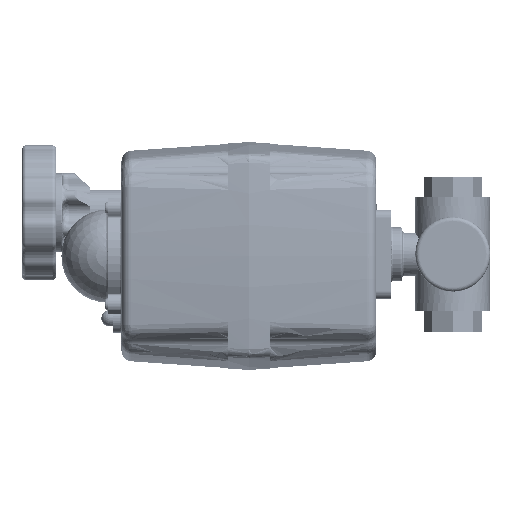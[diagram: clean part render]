
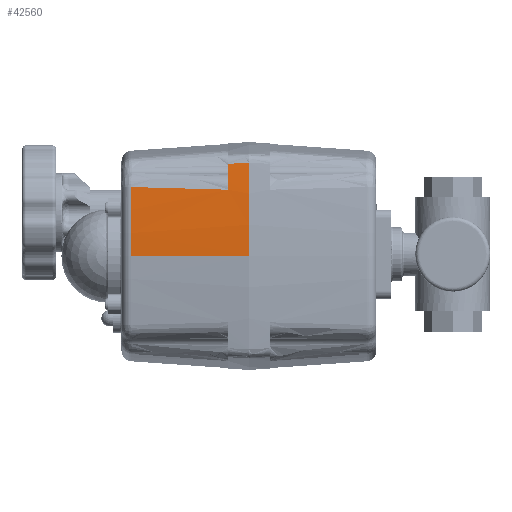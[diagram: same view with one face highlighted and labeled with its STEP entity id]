
A CAD part, left-side view. The second image highlights one B-rep face of the part: STEP entity #42560.
In plain terms, the highlighted conical face has half-angle 4 degrees and reference radius 403.75 mm.
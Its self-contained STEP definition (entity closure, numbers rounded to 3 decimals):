
#1183 = LINE ( 'NONE', #174027, #79561 ) ;
#3260 = CIRCLE ( 'NONE', #147286, 403.75 ) ;
#11668 = ORIENTED_EDGE ( 'NONE', *, *, #179629, .F. ) ;
#13216 = AXIS2_PLACEMENT_3D ( 'NONE', #127097, #129025, #112696 ) ;
#18976 = DIRECTION ( 'NONE',  ( 1., 0., 0. ) ) ;
#20683 = CARTESIAN_POINT ( 'NONE',  ( 70.51, -5.372, 7.204 ) ) ;
#23368 = ORIENTED_EDGE ( 'NONE', *, *, #98883, .F. ) ;
#29045 = CARTESIAN_POINT ( 'NONE',  ( -330.259, -50., 0. ) ) ;
#30949 = B_SPLINE_CURVE_WITH_KNOTS ( 'NONE', 3,
 ( #47546, #48480, #92629, #107991, #137718, #166529, #91677, #51318, #134898, #168418, #95457, #153031 ),
 .UNSPECIFIED., .F., .F.,
 ( 4, 2, 2, 2, 2, 4 ),
 ( 17.956, 28.445, 35.464, 39.851, 49.619, 64.944 ),
 .UNSPECIFIED. ) ;
#33508 = EDGE_CURVE ( 'NONE', #38525, #118804, #1183, .T. ) ;
#37889 = CARTESIAN_POINT ( 'NONE',  ( 70.934, -4.965, 0.537 ) ) ;
#38525 = VERTEX_POINT ( 'NONE', #67400 ) ;
#39018 = VERTEX_POINT ( 'NONE', #184043 ) ;
#39313 = ORIENTED_EDGE ( 'NONE', *, *, #33508, .T. ) ;
#42560 = ADVANCED_FACE ( 'NONE', ( #98242 ), #92659, .T. ) ;
#46859 = DIRECTION ( 'NONE',  ( 0., 0., -1. ) ) ;
#47546 = CARTESIAN_POINT ( 'NONE',  ( 68.128, -16.723, 56.849 ) ) ;
#48075 = ORIENTED_EDGE ( 'NONE', *, *, #120495, .F. ) ;
#48480 = CARTESIAN_POINT ( 'NONE',  ( 68.384, -16.862, 53.364 ) ) ;
#51318 = CARTESIAN_POINT ( 'NONE',  ( 69.955, -17.546, 31.776 ) ) ;
#54243 = DIRECTION ( 'NONE',  ( 0., 0., 1. ) ) ;
#60489 = CARTESIAN_POINT ( 'NONE',  ( 73.491, -50., 0. ) ) ;
#65339 = CIRCLE ( 'NONE', #13216, 399.775 ) ;
#67400 = CARTESIAN_POINT ( 'NONE',  ( 69.516, -50., 56.849 ) ) ;
#71317 = DIRECTION ( 'NONE',  ( 0.07, 0., -0.998 ) ) ;
#74429 = CARTESIAN_POINT ( 'NONE',  ( 70.968, -4.933, 0. ) ) ;
#78315 = VERTEX_POINT ( 'NONE', #189394 ) ;
#79561 = VECTOR ( 'NONE', #71317, 1000. ) ;
#91472 = VERTEX_POINT ( 'NONE', #74429 ) ;
#91677 = CARTESIAN_POINT ( 'NONE',  ( 69.614, -17.416, 36.48 ) ) ;
#92629 = CARTESIAN_POINT ( 'NONE',  ( 68.639, -16.989, 49.879 ) ) ;
#92659 = CONICAL_SURFACE ( 'NONE', #129370, 403.75, 0.07 ) ;
#94562 = CARTESIAN_POINT ( 'NONE',  ( 70.332, -5.542, 10. ) ) ;
#95457 = CARTESIAN_POINT ( 'NONE',  ( 71.156, -17.921, 15.095 ) ) ;
#96442 = CARTESIAN_POINT ( 'NONE',  ( 70.968, -4.933, 0. ) ) ;
#97649 = ORIENTED_EDGE ( 'NONE', *, *, #100566, .F. ) ;
#98242 = FACE_OUTER_BOUND ( 'NONE', #187927, .T. ) ;
#98381 = DIRECTION ( 'NONE',  ( 1., 0., 0. ) ) ;
#98883 = EDGE_CURVE ( 'NONE', #145410, #91472, #168704, .T. ) ;
#100566 = EDGE_CURVE ( 'NONE', #78315, #39018, #30949, .T. ) ;
#101073 = DIRECTION ( 'NONE',  ( 0., 0., -1. ) ) ;
#107991 = CARTESIAN_POINT ( 'NONE',  ( 69.064, -17.186, 44.061 ) ) ;
#112696 = DIRECTION ( 'NONE',  ( 1., 0., 0. ) ) ;
#113742 = CARTESIAN_POINT ( 'NONE',  ( -330.259, -50., 10. ) ) ;
#115431 = CIRCLE ( 'NONE', #149149, 403.051 ) ;
#118804 = VERTEX_POINT ( 'NONE', #60489 ) ;
#119813 = CARTESIAN_POINT ( 'NONE',  ( -330.259, -50., 0. ) ) ;
#120495 = EDGE_CURVE ( 'NONE', #91472, #118804, #3260, .T. ) ;
#127097 = CARTESIAN_POINT ( 'NONE',  ( -330.259, -50., 56.849 ) ) ;
#129025 = DIRECTION ( 'NONE',  ( 0., 0., 1. ) ) ;
#129370 = AXIS2_PLACEMENT_3D ( 'NONE', #29045, #101073, #174045 ) ;
#130576 = EDGE_CURVE ( 'NONE', #38525, #78315, #65339, .T. ) ;
#134898 = CARTESIAN_POINT ( 'NONE',  ( 70.19, -17.629, 28.529 ) ) ;
#137718 = CARTESIAN_POINT ( 'NONE',  ( 69.234, -17.26, 41.729 ) ) ;
#145410 = VERTEX_POINT ( 'NONE', #189680 ) ;
#147286 = AXIS2_PLACEMENT_3D ( 'NONE', #119813, #46859, #18976 ) ;
#149149 = AXIS2_PLACEMENT_3D ( 'NONE', #113742, #54243, #98381 ) ;
#153031 = CARTESIAN_POINT ( 'NONE',  ( 71.52, -18.004, 10. ) ) ;
#166529 = CARTESIAN_POINT ( 'NONE',  ( 69.509, -17.374, 37.938 ) ) ;
#167529 = CARTESIAN_POINT ( 'NONE',  ( 70.688, -5.201, 4.408 ) ) ;
#168418 = CARTESIAN_POINT ( 'NONE',  ( 70.79, -17.821, 20.189 ) ) ;
#168486 = CARTESIAN_POINT ( 'NONE',  ( 70.899, -4.998, 1.074 ) ) ;
#168704 = B_SPLINE_CURVE_WITH_KNOTS ( 'NONE', 3,
 ( #94562, #20683, #167529, #168486, #37889, #96442 ),
 .UNSPECIFIED., .F., .F.,
 ( 4, 2, 4 ),
 ( 5.022, 13.443, 15.06 ),
 .UNSPECIFIED. ) ;
#172454 = ORIENTED_EDGE ( 'NONE', *, *, #130576, .F. ) ;
#174027 = CARTESIAN_POINT ( 'NONE',  ( 73.491, -50., 0. ) ) ;
#174045 = DIRECTION ( 'NONE',  ( 1., 0., 0. ) ) ;
#179629 = EDGE_CURVE ( 'NONE', #39018, #145410, #115431, .T. ) ;
#184043 = CARTESIAN_POINT ( 'NONE',  ( 71.52, -18.004, 10. ) ) ;
#187927 = EDGE_LOOP ( 'NONE', ( #39313, #48075, #23368, #11668, #97649, #172454 ) ) ;
#189394 = CARTESIAN_POINT ( 'NONE',  ( 68.128, -16.723, 56.849 ) ) ;
#189680 = CARTESIAN_POINT ( 'NONE',  ( 70.332, -5.542, 10. ) ) ;
